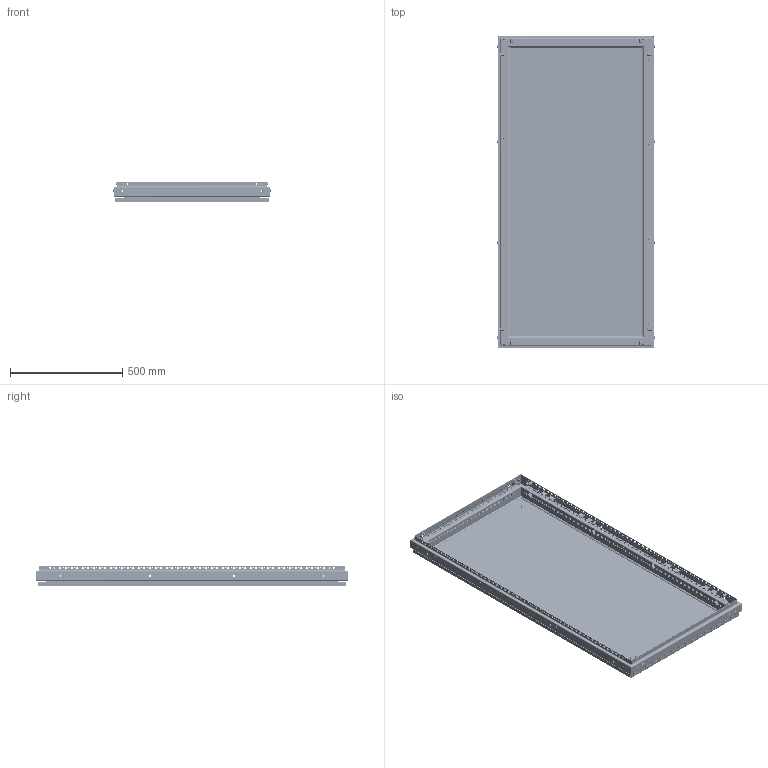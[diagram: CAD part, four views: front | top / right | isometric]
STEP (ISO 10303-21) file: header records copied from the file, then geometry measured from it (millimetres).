
FILE_DESCRIPTION (( 'STEP AP214' ), '1' );
FILE_NAME ('Ñâàðíàÿ ðàìà ñ çàäíåé ïàíåëüþ W700H1400.STEP', '2024-08-14T09:44:35', ( '' ), ( '' ), 'SwSTEP 2.0', 'SolidWorks 2021', '' );
FILE_SCHEMA (( 'AUTOMOTIVE_DESIGN' ));
Length unit declared in the file: millimetre
Products named in the file (19): Ñâàðíàÿ ðàìà W700H1400; Áîáûøêà; Êðåïëåíèå çàäíåé ïàíåëè; Ãîðèçîíòàëüíûé ïðîôèëü W700; Áîêîâîé ïðîôèëü1 H1400; Çàäíÿÿ ïàíåëü W700H1400; Áîêîâîé ïðîôèëü2 H1400; Çàêëåïêà ðåçüáîâàÿ Ì8 øåñòèãðàííàÿ ñ óìåíüøåííûì áîðòîì; Çàäíÿÿ ïàíåëü ÑÁ W700H1400; Ãîðèçîíòàëüíûé ïðîôèëü1 W700; Ãàñêåòèíã çàäíåé ïàíåëè W700H1400; 600.000; Âèíò Ì6õ16 ìåáåëüíûé; Ãîðèçîíòàëüíûé ïðîôèëü2 W700; Øïèëüêà ïðèâàðíàÿ Ì6õ16; Ãàéêà êëåòüåâàÿ DIN 88109-Ì6-(1,7-2,5)-Zn ; Áîêîâîé ïðîôèëü H1400; Çàêëåïêà ðåçüáîâàÿ Ì6 øåñòèãðàííàÿ ñ óìåíüøåííûì áîðòîì; Ñâàðíàÿ ðàìà ñ çàäíåé ïàíåëüþ W700H1400
Assembly tree (92 placements, depth 4):
  Ñâàðíàÿ ðàìà ñ çàäíåé ïàíåëüþ W700H1400
    Ñâàðíàÿ ðàìà W700H1400
      Ãîðèçîíòàëüíûé ïðîôèëü W700  x2
        Ãîðèçîíòàëüíûé ïðîôèëü1 W700
        Ãîðèçîíòàëüíûé ïðîôèëü2 W700
        600.000
        Áîáûøêà
      Áîêîâîé ïðîôèëü H1400  x2
        Áîêîâîé ïðîôèëü1 H1400
        Áîêîâîé ïðîôèëü2 H1400
      Çàêëåïêà ðåçüáîâàÿ Ì8 øåñòèãðàííàÿ ñ óìåíüøåííûì áîðòîì  x8
      Çàêëåïêà ðåçüáîâàÿ Ì6 øåñòèãðàííàÿ ñ óìåíüøåííûì áîðòîì  x26
    Çàäíÿÿ ïàíåëü ÑÁ W700H1400
      Çàäíÿÿ ïàíåëü W700H1400
      Ãàñêåòèíã çàäíåé ïàíåëè W700H1400
      Øïèëüêà ïðèâàðíàÿ Ì6õ16  x2
    Êðåïëåíèå çàäíåé ïàíåëè  x8
    Âèíò Ì6õ16 ìåáåëüíûé  x24
    Ãàéêà êëåòüåâàÿ DIN 88109-Ì6-(1,7-2,5)-Zn   x8
Bounding box: 701.2 x 1396 x 90.9 mm (x, y, z)
Volume: 3615986.5 mm3; surface area: 4103140.3 mm2
Topology: 94 solids, 94 shells, 8124 faces, 21500 edges, 13610 vertices
Faces by surface type: plane 4333, cylinder 3017, cone 472, bspline 250, torus 52
Entity records: 78160 total; most frequent: CARTESIAN_POINT 20736, ORIENTED_EDGE 11760, DIRECTION 11173, EDGE_CURVE 5880, VECTOR 4381, LINE 4381, VERTEX_POINT 3810, AXIS2_PLACEMENT_3D 3396
